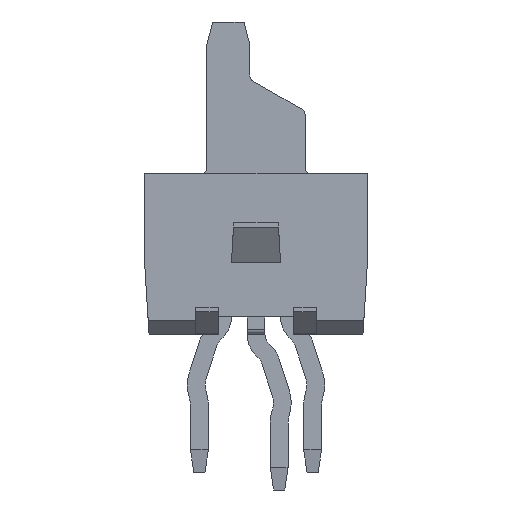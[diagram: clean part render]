
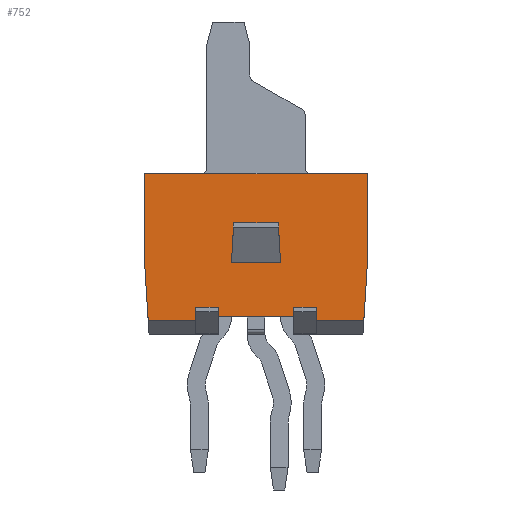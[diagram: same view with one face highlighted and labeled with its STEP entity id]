
A CAD part, left-side view. The second image highlights one B-rep face of the part: STEP entity #752.
In plain terms, the highlighted planar face has unit normal (-1, 0, 0).
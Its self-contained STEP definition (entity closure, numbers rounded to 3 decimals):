
#752 = ADVANCED_FACE( '', ( #1606, #1607 ), #1608, .F. );
#1606 = FACE_BOUND( '', #2574, .T. );
#1607 = FACE_OUTER_BOUND( '', #2575, .T. );
#1608 = PLANE( '', #2576 );
#2574 = EDGE_LOOP( '', ( #4923, #4924, #4925, #4926 ) );
#2575 = EDGE_LOOP( '', ( #4927, #4928, #4929, #4930, #4931, #4932, #4933, #4934, #4935, #4936, #4937, #4938, #4939, #4940 ) );
#2576 = AXIS2_PLACEMENT_3D( '', #4941, #4942, #4943 );
#4923 = ORIENTED_EDGE( '', *, *, #6235, .T. );
#4924 = ORIENTED_EDGE( '', *, *, #6148, .T. );
#4925 = ORIENTED_EDGE( '', *, *, #6559, .F. );
#4926 = ORIENTED_EDGE( '', *, *, #6500, .F. );
#4927 = ORIENTED_EDGE( '', *, *, #6850, .T. );
#4928 = ORIENTED_EDGE( '', *, *, #6322, .T. );
#4929 = ORIENTED_EDGE( '', *, *, #6650, .F. );
#4930 = ORIENTED_EDGE( '', *, *, #6442, .T. );
#4931 = ORIENTED_EDGE( '', *, *, #6626, .F. );
#4932 = ORIENTED_EDGE( '', *, *, #6851, .F. );
#4933 = ORIENTED_EDGE( '', *, *, #5926, .T. );
#4934 = ORIENTED_EDGE( '', *, *, #6274, .T. );
#4935 = ORIENTED_EDGE( '', *, *, #6748, .F. );
#4936 = ORIENTED_EDGE( '', *, *, #6512, .F. );
#4937 = ORIENTED_EDGE( '', *, *, #6026, .F. );
#4938 = ORIENTED_EDGE( '', *, *, #6612, .T. );
#4939 = ORIENTED_EDGE( '', *, *, #6580, .T. );
#4940 = ORIENTED_EDGE( '', *, *, #6366, .T. );
#4941 = CARTESIAN_POINT( '', ( -14.985, 2.5, 3.6 ) );
#4942 = DIRECTION( '', ( 1., 0., 0. ) );
#4943 = DIRECTION( '', ( 0., 0., -1. ) );
#5926 = EDGE_CURVE( '', #7189, #7186, #7190, .T. );
#6026 = EDGE_CURVE( '', #7365, #7367, #7368, .T. );
#6148 = EDGE_CURVE( '', #7585, #7586, #7587, .T. );
#6235 = EDGE_CURVE( '', #7729, #7585, #7730, .T. );
#6274 = EDGE_CURVE( '', #7186, #7790, #7791, .T. );
#6322 = EDGE_CURVE( '', #7865, #7862, #7866, .T. );
#6366 = EDGE_CURVE( '', #7933, #7931, #7934, .T. );
#6442 = EDGE_CURVE( '', #8062, #8060, #8063, .T. );
#6500 = EDGE_CURVE( '', #7729, #8147, #8148, .T. );
#6512 = EDGE_CURVE( '', #7367, #8163, #8164, .T. );
#6559 = EDGE_CURVE( '', #8147, #7586, #8228, .T. );
#6580 = EDGE_CURVE( '', #8257, #7933, #8258, .T. );
#6612 = EDGE_CURVE( '', #7365, #8257, #8305, .T. );
#6626 = EDGE_CURVE( '', #8322, #8060, #8324, .T. );
#6650 = EDGE_CURVE( '', #8062, #7862, #8359, .T. );
#6748 = EDGE_CURVE( '', #8163, #7790, #8493, .T. );
#6850 = EDGE_CURVE( '', #7931, #7865, #8624, .T. );
#6851 = EDGE_CURVE( '', #7189, #8322, #8625, .T. );
#7186 = VERTEX_POINT( '', #9268 );
#7189 = VERTEX_POINT( '', #9272 );
#7190 = LINE( '', #9273, #9274 );
#7365 = VERTEX_POINT( '', #9530 );
#7367 = VERTEX_POINT( '', #9533 );
#7368 = LINE( '', #9534, #9535 );
#7585 = VERTEX_POINT( '', #9852 );
#7586 = VERTEX_POINT( '', #9853 );
#7587 = LINE( '', #9854, #9855 );
#7729 = VERTEX_POINT( '', #10064 );
#7730 = LINE( '', #10065, #10066 );
#7790 = VERTEX_POINT( '', #10153 );
#7791 = LINE( '', #10154, #10155 );
#7862 = VERTEX_POINT( '', #10260 );
#7865 = VERTEX_POINT( '', #10264 );
#7866 = LINE( '', #10265, #10266 );
#7931 = VERTEX_POINT( '', #10363 );
#7933 = VERTEX_POINT( '', #10366 );
#7934 = LINE( '', #10367, #10368 );
#8060 = VERTEX_POINT( '', #10565 );
#8062 = VERTEX_POINT( '', #10568 );
#8063 = LINE( '', #10569, #10570 );
#8147 = VERTEX_POINT( '', #10696 );
#8148 = LINE( '', #10697, #10698 );
#8163 = VERTEX_POINT( '', #10720 );
#8164 = LINE( '', #10721, #10722 );
#8228 = LINE( '', #10820, #10821 );
#8257 = VERTEX_POINT( '', #10864 );
#8258 = LINE( '', #10865, #10866 );
#8305 = LINE( '', #10933, #10934 );
#8322 = VERTEX_POINT( '', #10959 );
#8324 = LINE( '', #10962, #10963 );
#8359 = LINE( '', #11015, #11016 );
#8493 = LINE( '', #11219, #11220 );
#8624 = LINE( '', #11416, #11417 );
#8625 = LINE( '', #11418, #11419 );
#9268 = CARTESIAN_POINT( '', ( -14.985, -1.35, 0.3 ) );
#9272 = CARTESIAN_POINT( '', ( -14.985, -1.35, 0.6 ) );
#9273 = CARTESIAN_POINT( '', ( -14.985, -1.35, 0.6 ) );
#9274 = VECTOR( '', #11831, 1000. );
#9530 = CARTESIAN_POINT( '', ( -14.985, 2.5, 3.6 ) );
#9533 = CARTESIAN_POINT( '', ( -14.985, -2.5, 3.6 ) );
#9534 = CARTESIAN_POINT( '', ( -14.985, 2.5, 3.6 ) );
#9535 = VECTOR( '', #11914, 1000. );
#9852 = CARTESIAN_POINT( '', ( -14.985, -0.55, 1.6 ) );
#9853 = CARTESIAN_POINT( '', ( -14.985, 0.55, 1.6 ) );
#9854 = CARTESIAN_POINT( '', ( -14.985, -0.55, 1.6 ) );
#9855 = VECTOR( '', #12015, 1000. );
#10064 = CARTESIAN_POINT( '', ( -14.985, -0.5, 2.5 ) );
#10065 = CARTESIAN_POINT( '', ( -14.985, -0.5, 2.5 ) );
#10066 = VECTOR( '', #12089, 1000. );
#10153 = CARTESIAN_POINT( '', ( -14.985, -2.419, 0.3 ) );
#10154 = CARTESIAN_POINT( '', ( -14.985, 2.5, 0.3 ) );
#10155 = VECTOR( '', #12123, 1000. );
#10260 = CARTESIAN_POINT( '', ( -14.985, 0.85, 0.6 ) );
#10264 = CARTESIAN_POINT( '', ( -14.985, 1.35, 0.6 ) );
#10265 = CARTESIAN_POINT( '', ( -14.985, 1.35, 0.6 ) );
#10266 = VECTOR( '', #12159, 1000. );
#10363 = CARTESIAN_POINT( '', ( -14.985, 1.35, 0.3 ) );
#10366 = CARTESIAN_POINT( '', ( -14.985, 2.419, 0.3 ) );
#10367 = CARTESIAN_POINT( '', ( -14.985, 2.5, 0.3 ) );
#10368 = VECTOR( '', #12193, 1000. );
#10565 = CARTESIAN_POINT( '', ( -14.985, -0.85, 0.4 ) );
#10568 = CARTESIAN_POINT( '', ( -14.985, 0.85, 0.4 ) );
#10569 = CARTESIAN_POINT( '', ( -14.985, 2.5, 0.4 ) );
#10570 = VECTOR( '', #12266, 1000. );
#10696 = CARTESIAN_POINT( '', ( -14.985, 0.5, 2.5 ) );
#10697 = CARTESIAN_POINT( '', ( -14.985, -0.55, 2.5 ) );
#10698 = VECTOR( '', #12315, 1000. );
#10720 = CARTESIAN_POINT( '', ( -14.985, -2.5, 1.6 ) );
#10721 = CARTESIAN_POINT( '', ( -14.985, -2.5, 3.6 ) );
#10722 = VECTOR( '', #12323, 1000. );
#10820 = CARTESIAN_POINT( '', ( -14.985, 0.5, 2.5 ) );
#10821 = VECTOR( '', #12358, 1000. );
#10864 = CARTESIAN_POINT( '', ( -14.985, 2.5, 1.6 ) );
#10865 = CARTESIAN_POINT( '', ( -14.985, 2.625, 3.592 ) );
#10866 = VECTOR( '', #12373, 1000. );
#10933 = CARTESIAN_POINT( '', ( -14.985, 2.5, 3.6 ) );
#10934 = VECTOR( '', #12406, 1000. );
#10959 = CARTESIAN_POINT( '', ( -14.985, -0.85, 0.6 ) );
#10962 = CARTESIAN_POINT( '', ( -14.985, -0.85, 0.6 ) );
#10963 = VECTOR( '', #12416, 1000. );
#11015 = CARTESIAN_POINT( '', ( -14.985, 0.85, 0.3 ) );
#11016 = VECTOR( '', #12434, 1000. );
#11219 = CARTESIAN_POINT( '', ( -14.985, -2.605, 3.281 ) );
#11220 = VECTOR( '', #12507, 1000. );
#11416 = CARTESIAN_POINT( '', ( -14.985, 1.35, 0.3 ) );
#11417 = VECTOR( '', #12576, 1000. );
#11418 = CARTESIAN_POINT( '', ( -14.985, -1.35, 0.6 ) );
#11419 = VECTOR( '', #12577, 1000. );
#11831 = DIRECTION( '', ( 0., 0., -1. ) );
#11914 = DIRECTION( '', ( 0., -1., 0. ) );
#12015 = DIRECTION( '', ( 0., 1., 0. ) );
#12089 = DIRECTION( '', ( 0., -0.055, -0.998 ) );
#12123 = DIRECTION( '', ( 0., -1., 0. ) );
#12159 = DIRECTION( '', ( 0., -1., 0. ) );
#12193 = DIRECTION( '', ( 0., -1., 0. ) );
#12266 = DIRECTION( '', ( 0., -1., 0. ) );
#12315 = DIRECTION( '', ( 0., 1., 0. ) );
#12323 = DIRECTION( '', ( 0., 0., -1. ) );
#12358 = DIRECTION( '', ( 0., 0.055, -0.998 ) );
#12373 = DIRECTION( '', ( 0., -0.062, -0.998 ) );
#12406 = DIRECTION( '', ( 0., 0., -1. ) );
#12416 = DIRECTION( '', ( 0., 0., -1. ) );
#12434 = DIRECTION( '', ( 0., 0., 1. ) );
#12507 = DIRECTION( '', ( 0., 0.062, -0.998 ) );
#12576 = DIRECTION( '', ( 0., 0., 1. ) );
#12577 = DIRECTION( '', ( 0., 1., 0. ) );
